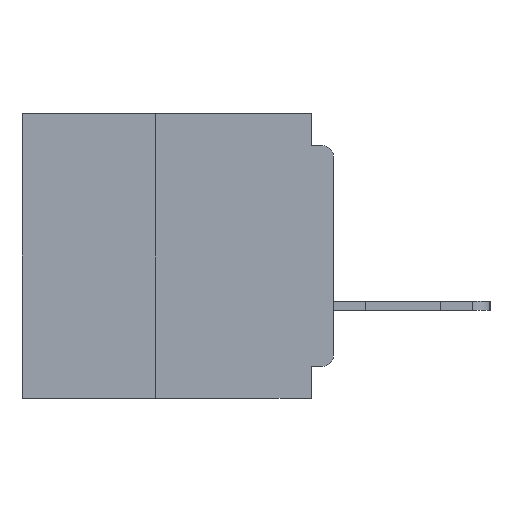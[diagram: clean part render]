
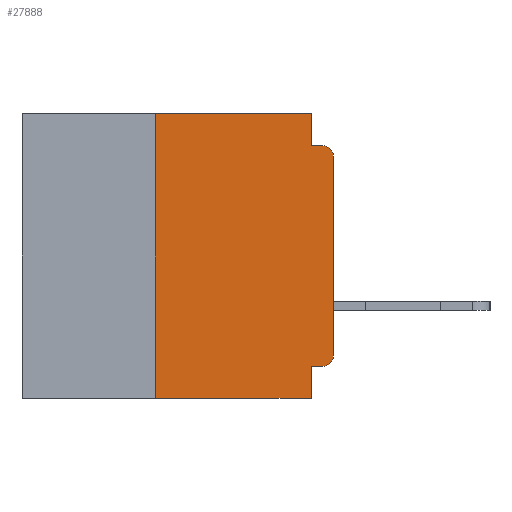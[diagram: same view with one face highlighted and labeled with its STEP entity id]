
A CAD part, left-side view. The second image highlights one B-rep face of the part: STEP entity #27888.
In plain terms, the highlighted planar face has unit normal (-1, 0, 0).
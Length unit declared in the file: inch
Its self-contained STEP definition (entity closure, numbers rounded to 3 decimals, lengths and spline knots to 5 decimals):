
#1061 = EDGE_CURVE ( 'NONE', #15833, #32233, #26920, .T. ) ;
#1853 = LINE ( 'NONE', #21425, #10398 ) ;
#2617 = CARTESIAN_POINT ( 'NONE',  ( 0., 0.015, -0.06 ) ) ;
#2627 = DIRECTION ( 'NONE',  ( 0., 0., -1. ) ) ;
#2829 = LINE ( 'NONE', #25039, #21035 ) ;
#3040 = VERTEX_POINT ( 'NONE', #3683 ) ;
#3511 = CARTESIAN_POINT ( 'NONE',  ( 0., 0.031, 0. ) ) ;
#3675 = CARTESIAN_POINT ( 'NONE',  ( 0., 0.015, -0.355 ) ) ;
#3683 = CARTESIAN_POINT ( 'NONE',  ( 0., 0.25, 0. ) ) ;
#3882 = ORIENTED_EDGE ( 'NONE', *, *, #34386, .F. ) ;
#4253 = CARTESIAN_POINT ( 'NONE',  ( 0., 0., -0.045 ) ) ;
#6313 = DIRECTION ( 'NONE',  ( 0., 0., -1. ) ) ;
#6775 = CARTESIAN_POINT ( 'NONE',  ( 0., 0.015, -0.045 ) ) ;
#7610 = VECTOR ( 'NONE', #35587, 39.37008 ) ;
#8089 = AXIS2_PLACEMENT_3D ( 'NONE', #2617, #28016, #6313 ) ;
#9759 = CARTESIAN_POINT ( 'NONE',  ( 0., 0.437, 0. ) ) ;
#9900 = CARTESIAN_POINT ( 'NONE',  ( 0., 0.437, -0.4 ) ) ;
#10342 = EDGE_CURVE ( 'NONE', #19004, #14321, #42989, .T. ) ;
#10398 = VECTOR ( 'NONE', #25088, 39.37008 ) ;
#10866 = LINE ( 'NONE', #9900, #28983 ) ;
#12990 = EDGE_CURVE ( 'NONE', #21285, #19004, #39748, .T. ) ;
#13571 = DIRECTION ( 'NONE',  ( 0., -1., 0. ) ) ;
#13718 = LINE ( 'NONE', #3511, #23365 ) ;
#14026 = VECTOR ( 'NONE', #29558, 39.37008 ) ;
#14118 = AXIS2_PLACEMENT_3D ( 'NONE', #45527, #24421, #2627 ) ;
#14122 = CARTESIAN_POINT ( 'NONE',  ( 0., 0.031, -0.4 ) ) ;
#14321 = VERTEX_POINT ( 'NONE', #28641 ) ;
#15286 = ORIENTED_EDGE ( 'NONE', *, *, #36630, .T. ) ;
#15602 = ORIENTED_EDGE ( 'NONE', *, *, #45272, .F. ) ;
#15833 = VERTEX_POINT ( 'NONE', #40979 ) ;
#16258 = ORIENTED_EDGE ( 'NONE', *, *, #10342, .T. ) ;
#16306 = VERTEX_POINT ( 'NONE', #44293 ) ;
#17220 = PLANE ( 'NONE',  #44949 ) ;
#17931 = CARTESIAN_POINT ( 'NONE',  ( 0., 0.437, 0. ) ) ;
#18364 = CARTESIAN_POINT ( 'NONE',  ( 0., 0.031, -0.045 ) ) ;
#19004 = VERTEX_POINT ( 'NONE', #41395 ) ;
#19214 = EDGE_CURVE ( 'NONE', #21285, #15833, #2829, .T. ) ;
#20869 = DIRECTION ( 'NONE',  ( 1., 0., 0. ) ) ;
#21035 = VECTOR ( 'NONE', #28613, 39.37008 ) ;
#21285 = VERTEX_POINT ( 'NONE', #3675 ) ;
#21425 = CARTESIAN_POINT ( 'NONE',  ( 0., 0.25, -0.4 ) ) ;
#22675 = CARTESIAN_POINT ( 'NONE',  ( 0., 0., 0. ) ) ;
#23080 = VECTOR ( 'NONE', #40336, 39.37008 ) ;
#23365 = VECTOR ( 'NONE', #28858, 39.37008 ) ;
#24171 = LINE ( 'NONE', #17931, #33616 ) ;
#24421 = DIRECTION ( 'NONE',  ( -1., 0., 0. ) ) ;
#25039 = CARTESIAN_POINT ( 'NONE',  ( 0., 0., -0.355 ) ) ;
#25088 = DIRECTION ( 'NONE',  ( 0., 0., 1. ) ) ;
#26920 = LINE ( 'NONE', #14122, #7610 ) ;
#27888 = ADVANCED_FACE ( 'NONE', ( #41594 ), #17220, .F. ) ;
#28016 = DIRECTION ( 'NONE',  ( -1., 0., 0. ) ) ;
#28091 = EDGE_LOOP ( 'NONE', ( #16258, #15286, #36520, #15602, #34488, #3882, #31507, #39100, #38001, #42671 ) ) ;
#28226 = CARTESIAN_POINT ( 'NONE',  ( 0., 0.031, -0.4 ) ) ;
#28613 = DIRECTION ( 'NONE',  ( 0., 1., 0. ) ) ;
#28641 = CARTESIAN_POINT ( 'NONE',  ( 0., 0., -0.06 ) ) ;
#28858 = DIRECTION ( 'NONE',  ( 0., 0., -1. ) ) ;
#28983 = VECTOR ( 'NONE', #13571, 39.37008 ) ;
#29558 = DIRECTION ( 'NONE',  ( 0., -1., 0. ) ) ;
#30443 = CIRCLE ( 'NONE', #8089, 0.015 ) ;
#31507 = ORIENTED_EDGE ( 'NONE', *, *, #35406, .T. ) ;
#32022 = LINE ( 'NONE', #4253, #14026 ) ;
#32233 = VERTEX_POINT ( 'NONE', #28226 ) ;
#33616 = VECTOR ( 'NONE', #42762, 39.37008 ) ;
#34386 = EDGE_CURVE ( 'NONE', #16306, #3040, #1853, .T. ) ;
#34488 = ORIENTED_EDGE ( 'NONE', *, *, #38871, .F. ) ;
#35406 = EDGE_CURVE ( 'NONE', #16306, #32233, #10866, .T. ) ;
#35587 = DIRECTION ( 'NONE',  ( 0., 0., -1. ) ) ;
#36520 = ORIENTED_EDGE ( 'NONE', *, *, #41758, .F. ) ;
#36630 = EDGE_CURVE ( 'NONE', #14321, #36724, #30443, .T. ) ;
#36724 = VERTEX_POINT ( 'NONE', #6775 ) ;
#37751 = VERTEX_POINT ( 'NONE', #18364 ) ;
#38001 = ORIENTED_EDGE ( 'NONE', *, *, #19214, .F. ) ;
#38871 = EDGE_CURVE ( 'NONE', #3040, #41648, #24171, .T. ) ;
#39100 = ORIENTED_EDGE ( 'NONE', *, *, #1061, .F. ) ;
#39433 = CARTESIAN_POINT ( 'NONE',  ( 0., 0.031, 0. ) ) ;
#39748 = CIRCLE ( 'NONE', #14118, 0.015 ) ;
#40336 = DIRECTION ( 'NONE',  ( 0., 0., 1. ) ) ;
#40979 = CARTESIAN_POINT ( 'NONE',  ( 0., 0.031, -0.355 ) ) ;
#41395 = CARTESIAN_POINT ( 'NONE',  ( 0., 0., -0.34 ) ) ;
#41594 = FACE_OUTER_BOUND ( 'NONE', #28091, .T. ) ;
#41648 = VERTEX_POINT ( 'NONE', #39433 ) ;
#41758 = EDGE_CURVE ( 'NONE', #37751, #36724, #32022, .T. ) ;
#42671 = ORIENTED_EDGE ( 'NONE', *, *, #12990, .T. ) ;
#42762 = DIRECTION ( 'NONE',  ( 0., -1., 0. ) ) ;
#42989 = LINE ( 'NONE', #22675, #23080 ) ;
#44293 = CARTESIAN_POINT ( 'NONE',  ( 0., 0.25, -0.4 ) ) ;
#44949 = AXIS2_PLACEMENT_3D ( 'NONE', #9759, #20869, #45634 ) ;
#45272 = EDGE_CURVE ( 'NONE', #41648, #37751, #13718, .T. ) ;
#45527 = CARTESIAN_POINT ( 'NONE',  ( 0., 0.015, -0.34 ) ) ;
#45634 = DIRECTION ( 'NONE',  ( 0., 0., -1. ) ) ;
